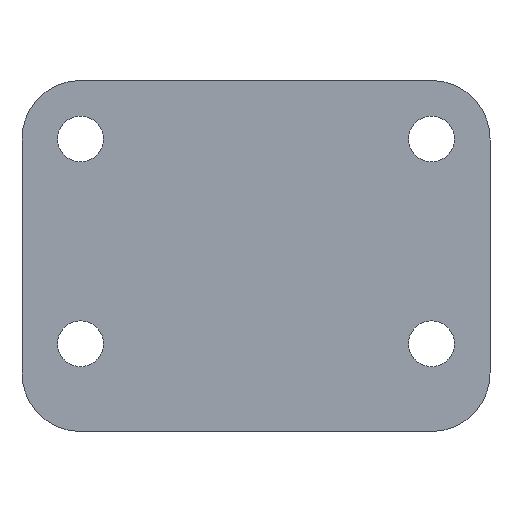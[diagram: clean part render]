
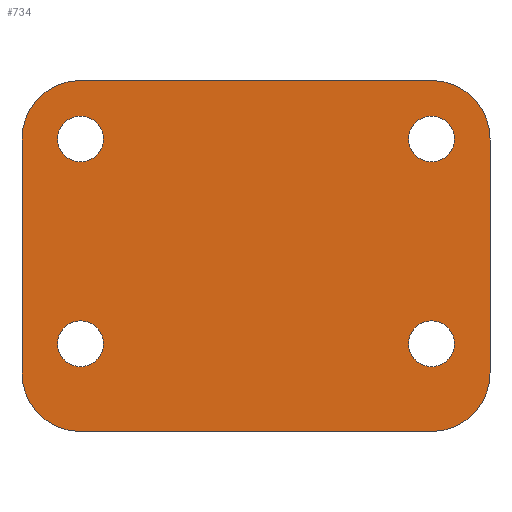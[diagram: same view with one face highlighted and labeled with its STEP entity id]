
A CAD part, left-side view. The second image highlights one B-rep face of the part: STEP entity #734.
In plain terms, the highlighted planar face has unit normal (-1, 0, 0).
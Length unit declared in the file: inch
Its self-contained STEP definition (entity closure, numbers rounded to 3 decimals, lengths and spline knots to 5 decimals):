
#4 = VECTOR ( 'NONE', #210, 39.37008 ) ;
#21 = CIRCLE ( 'NONE', #717, 0.098 ) ;
#23 = EDGE_CURVE ( 'NONE', #636, #558, #248, .T. ) ;
#26 = ORIENTED_EDGE ( 'NONE', *, *, #23, .T. ) ;
#37 = CARTESIAN_POINT ( 'NONE',  ( -11.75, 4.75, 3.625 ) ) ;
#47 = LINE ( 'NONE', #750, #4 ) ;
#49 = ORIENTED_EDGE ( 'NONE', *, *, #659, .F. ) ;
#55 = AXIS2_PLACEMENT_3D ( 'NONE', #179, #803, #92 ) ;
#56 = ORIENTED_EDGE ( 'NONE', *, *, #883, .F. ) ;
#75 = DIRECTION ( 'NONE',  ( 0., 0., 1. ) ) ;
#76 = EDGE_LOOP ( 'NONE', ( #224, #944 ) ) ;
#80 = CARTESIAN_POINT ( 'NONE',  ( -11.75, 4.5, 3.723 ) ) ;
#81 = VERTEX_POINT ( 'NONE', #80 ) ;
#83 = CARTESIAN_POINT ( 'NONE',  ( -11.75, 3., 2.375 ) ) ;
#87 = ORIENTED_EDGE ( 'NONE', *, *, #276, .F. ) ;
#91 = ORIENTED_EDGE ( 'NONE', *, *, #876, .F. ) ;
#92 = DIRECTION ( 'NONE',  ( 0., 0., 1. ) ) ;
#95 = CARTESIAN_POINT ( 'NONE',  ( -11.75, 4.5, 2.75 ) ) ;
#110 = ORIENTED_EDGE ( 'NONE', *, *, #482, .F. ) ;
#128 = CARTESIAN_POINT ( 'NONE',  ( -11.75, 0., 3.875 ) ) ;
#133 = EDGE_CURVE ( 'NONE', #563, #756, #21, .T. ) ;
#136 = LINE ( 'NONE', #140, #623 ) ;
#137 = AXIS2_PLACEMENT_3D ( 'NONE', #150, #784, #75 ) ;
#140 = CARTESIAN_POINT ( 'NONE',  ( -11.75, 0., 2.375 ) ) ;
#149 = CARTESIAN_POINT ( 'NONE',  ( -11.75, 3., 3.625 ) ) ;
#150 = CARTESIAN_POINT ( 'NONE',  ( -11.75, 3., 2.75 ) ) ;
#161 = EDGE_LOOP ( 'NONE', ( #616, #406, #49, #26, #87, #559, #905, #240 ) ) ;
#164 = DIRECTION ( 'NONE',  ( 0., 0., -1. ) ) ;
#166 = CIRCLE ( 'NONE', #686, 0.098 ) ;
#171 = VERTEX_POINT ( 'NONE', #421 ) ;
#175 = EDGE_CURVE ( 'NONE', #794, #853, #166, .T. ) ;
#179 = CARTESIAN_POINT ( 'NONE',  ( -11.75, 4.5, 3.625 ) ) ;
#180 = DIRECTION ( 'NONE',  ( -1., 0., 0. ) ) ;
#186 = EDGE_LOOP ( 'NONE', ( #110, #326 ) ) ;
#190 = DIRECTION ( 'NONE',  ( -1., 0., 0. ) ) ;
#210 = DIRECTION ( 'NONE',  ( 0., 0., -1. ) ) ;
#218 = CIRCLE ( 'NONE', #137, 0.098 ) ;
#224 = ORIENTED_EDGE ( 'NONE', *, *, #583, .F. ) ;
#226 = EDGE_CURVE ( 'NONE', #291, #422, #136, .T. ) ;
#227 = CARTESIAN_POINT ( 'NONE',  ( -11.75, 2.75, 2.625 ) ) ;
#232 = CARTESIAN_POINT ( 'NONE',  ( -11.75, 3., 3.527 ) ) ;
#235 = CIRCLE ( 'NONE', #282, 0.25 ) ;
#236 = EDGE_CURVE ( 'NONE', #422, #464, #594, .T. ) ;
#240 = ORIENTED_EDGE ( 'NONE', *, *, #927, .T. ) ;
#248 = CIRCLE ( 'NONE', #672, 0.25 ) ;
#250 = DIRECTION ( 'NONE',  ( 0., 0., -1. ) ) ;
#252 = EDGE_CURVE ( 'NONE', #171, #81, #640, .T. ) ;
#260 = CARTESIAN_POINT ( 'NONE',  ( -11.75, 3., 2.652 ) ) ;
#276 = EDGE_CURVE ( 'NONE', #965, #558, #285, .T. ) ;
#282 = AXIS2_PLACEMENT_3D ( 'NONE', #840, #845, #164 ) ;
#285 = LINE ( 'NONE', #743, #548 ) ;
#289 = CARTESIAN_POINT ( 'NONE',  ( -11.75, 4.5, 2.375 ) ) ;
#291 = VERTEX_POINT ( 'NONE', #289 ) ;
#312 = CIRCLE ( 'NONE', #543, 0.098 ) ;
#326 = ORIENTED_EDGE ( 'NONE', *, *, #133, .F. ) ;
#329 = EDGE_CURVE ( 'NONE', #573, #520, #47, .T. ) ;
#364 = CARTESIAN_POINT ( 'NONE',  ( -11.75, 4.5, 3.625 ) ) ;
#371 = FACE_BOUND ( 'NONE', #611, .T. ) ;
#396 = CARTESIAN_POINT ( 'NONE',  ( -11.75, 3., 3.625 ) ) ;
#405 = EDGE_CURVE ( 'NONE', #693, #522, #451, .T. ) ;
#406 = ORIENTED_EDGE ( 'NONE', *, *, #236, .T. ) ;
#412 = AXIS2_PLACEMENT_3D ( 'NONE', #128, #444, #452 ) ;
#414 = DIRECTION ( 'NONE',  ( 0., 0., 1. ) ) ;
#421 = CARTESIAN_POINT ( 'NONE',  ( -11.75, 4.5, 3.527 ) ) ;
#422 = VERTEX_POINT ( 'NONE', #83 ) ;
#444 = DIRECTION ( 'NONE',  ( 1., 0., 0. ) ) ;
#445 = AXIS2_PLACEMENT_3D ( 'NONE', #619, #637, #250 ) ;
#451 = CIRCLE ( 'NONE', #674, 0.098 ) ;
#452 = DIRECTION ( 'NONE',  ( 0., 0., -1. ) ) ;
#462 = DIRECTION ( 'NONE',  ( -1., 0., 0. ) ) ;
#464 = VERTEX_POINT ( 'NONE', #227 ) ;
#466 = EDGE_CURVE ( 'NONE', #965, #573, #235, .T. ) ;
#467 = DIRECTION ( 'NONE',  ( -1., 0., 0. ) ) ;
#481 = DIRECTION ( 'NONE',  ( 0., 0., 1. ) ) ;
#482 = EDGE_CURVE ( 'NONE', #756, #563, #218, .T. ) ;
#490 = DIRECTION ( 'NONE',  ( 0., 0., 1. ) ) ;
#492 = LINE ( 'NONE', #570, #938 ) ;
#501 = CIRCLE ( 'NONE', #55, 0.098 ) ;
#518 = CARTESIAN_POINT ( 'NONE',  ( -11.75, 4.5, 2.652 ) ) ;
#520 = VERTEX_POINT ( 'NONE', #537 ) ;
#522 = VERTEX_POINT ( 'NONE', #232 ) ;
#523 = PLANE ( 'NONE',  #412 ) ;
#524 = DIRECTION ( 'NONE',  ( 0., -1., 0. ) ) ;
#528 = DIRECTION ( 'NONE',  ( -1., 0., 0. ) ) ;
#531 = CARTESIAN_POINT ( 'NONE',  ( -11.75, 3., 3.723 ) ) ;
#537 = CARTESIAN_POINT ( 'NONE',  ( -11.75, 4.75, 2.625 ) ) ;
#543 = AXIS2_PLACEMENT_3D ( 'NONE', #95, #844, #490 ) ;
#547 = DIRECTION ( 'NONE',  ( 0., 0., 1. ) ) ;
#548 = VECTOR ( 'NONE', #982, 39.37008 ) ;
#552 = ORIENTED_EDGE ( 'NONE', *, *, #175, .F. ) ;
#558 = VERTEX_POINT ( 'NONE', #649 ) ;
#559 = ORIENTED_EDGE ( 'NONE', *, *, #466, .T. ) ;
#563 = VERTEX_POINT ( 'NONE', #260 ) ;
#570 = CARTESIAN_POINT ( 'NONE',  ( -11.75, 2.75, 3.875 ) ) ;
#573 = VERTEX_POINT ( 'NONE', #37 ) ;
#577 = DIRECTION ( 'NONE',  ( 0., 0., 1. ) ) ;
#579 = EDGE_LOOP ( 'NONE', ( #869, #56 ) ) ;
#583 = EDGE_CURVE ( 'NONE', #81, #171, #501, .T. ) ;
#594 = CIRCLE ( 'NONE', #946, 0.25 ) ;
#600 = CARTESIAN_POINT ( 'NONE',  ( -11.75, 3., 2.848 ) ) ;
#611 = EDGE_LOOP ( 'NONE', ( #91, #552 ) ) ;
#613 = CARTESIAN_POINT ( 'NONE',  ( -11.75, 4.5, 2.848 ) ) ;
#616 = ORIENTED_EDGE ( 'NONE', *, *, #226, .T. ) ;
#619 = CARTESIAN_POINT ( 'NONE',  ( -11.75, 4.5, 2.625 ) ) ;
#623 = VECTOR ( 'NONE', #524, 39.37008 ) ;
#630 = DIRECTION ( 'NONE',  ( -1., 0., 0. ) ) ;
#636 = VERTEX_POINT ( 'NONE', #867 ) ;
#637 = DIRECTION ( 'NONE',  ( -1., 0., 0. ) ) ;
#640 = CIRCLE ( 'NONE', #896, 0.098 ) ;
#649 = CARTESIAN_POINT ( 'NONE',  ( -11.75, 3., 3.875 ) ) ;
#650 = CARTESIAN_POINT ( 'NONE',  ( -11.75, 4.5, 2.75 ) ) ;
#659 = EDGE_CURVE ( 'NONE', #636, #464, #492, .T. ) ;
#668 = FACE_OUTER_BOUND ( 'NONE', #161, .T. ) ;
#672 = AXIS2_PLACEMENT_3D ( 'NONE', #396, #630, #780 ) ;
#674 = AXIS2_PLACEMENT_3D ( 'NONE', #939, #462, #481 ) ;
#676 = DIRECTION ( 'NONE',  ( 0., 0., 1. ) ) ;
#686 = AXIS2_PLACEMENT_3D ( 'NONE', #650, #180, #577 ) ;
#693 = VERTEX_POINT ( 'NONE', #531 ) ;
#696 = AXIS2_PLACEMENT_3D ( 'NONE', #149, #467, #547 ) ;
#717 = AXIS2_PLACEMENT_3D ( 'NONE', #809, #190, #414 ) ;
#734 = ADVANCED_FACE ( 'NONE', ( #371, #757, #986, #737, #668 ), #523, .F. ) ;
#737 = FACE_BOUND ( 'NONE', #76, .T. ) ;
#743 = CARTESIAN_POINT ( 'NONE',  ( -11.75, 0., 3.875 ) ) ;
#750 = CARTESIAN_POINT ( 'NONE',  ( -11.75, 4.75, 3.875 ) ) ;
#755 = DIRECTION ( 'NONE',  ( -1., 0., 0. ) ) ;
#756 = VERTEX_POINT ( 'NONE', #600 ) ;
#757 = FACE_BOUND ( 'NONE', #186, .T. ) ;
#758 = CARTESIAN_POINT ( 'NONE',  ( -11.75, 3., 2.625 ) ) ;
#780 = DIRECTION ( 'NONE',  ( 0., 0., -1. ) ) ;
#784 = DIRECTION ( 'NONE',  ( -1., 0., 0. ) ) ;
#793 = CIRCLE ( 'NONE', #696, 0.098 ) ;
#794 = VERTEX_POINT ( 'NONE', #518 ) ;
#803 = DIRECTION ( 'NONE',  ( -1., 0., 0. ) ) ;
#809 = CARTESIAN_POINT ( 'NONE',  ( -11.75, 3., 2.75 ) ) ;
#840 = CARTESIAN_POINT ( 'NONE',  ( -11.75, 4.5, 3.625 ) ) ;
#844 = DIRECTION ( 'NONE',  ( -1., 0., 0. ) ) ;
#845 = DIRECTION ( 'NONE',  ( -1., 0., 0. ) ) ;
#853 = VERTEX_POINT ( 'NONE', #613 ) ;
#867 = CARTESIAN_POINT ( 'NONE',  ( -11.75, 2.75, 3.625 ) ) ;
#869 = ORIENTED_EDGE ( 'NONE', *, *, #405, .F. ) ;
#873 = CIRCLE ( 'NONE', #445, 0.25 ) ;
#876 = EDGE_CURVE ( 'NONE', #853, #794, #312, .T. ) ;
#883 = EDGE_CURVE ( 'NONE', #522, #693, #793, .T. ) ;
#896 = AXIS2_PLACEMENT_3D ( 'NONE', #364, #528, #676 ) ;
#905 = ORIENTED_EDGE ( 'NONE', *, *, #329, .T. ) ;
#912 = DIRECTION ( 'NONE',  ( 0., 0., -1. ) ) ;
#927 = EDGE_CURVE ( 'NONE', #520, #291, #873, .T. ) ;
#938 = VECTOR ( 'NONE', #962, 39.37008 ) ;
#939 = CARTESIAN_POINT ( 'NONE',  ( -11.75, 3., 3.625 ) ) ;
#944 = ORIENTED_EDGE ( 'NONE', *, *, #252, .F. ) ;
#946 = AXIS2_PLACEMENT_3D ( 'NONE', #758, #755, #912 ) ;
#955 = CARTESIAN_POINT ( 'NONE',  ( -11.75, 4.5, 3.875 ) ) ;
#962 = DIRECTION ( 'NONE',  ( 0., 0., -1. ) ) ;
#965 = VERTEX_POINT ( 'NONE', #955 ) ;
#982 = DIRECTION ( 'NONE',  ( 0., -1., 0. ) ) ;
#986 = FACE_BOUND ( 'NONE', #579, .T. ) ;
